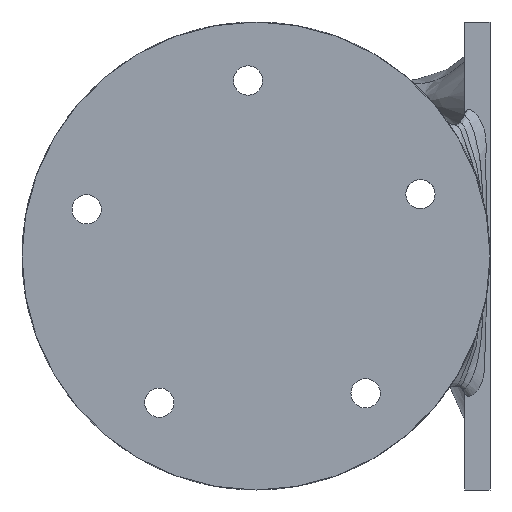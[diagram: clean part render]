
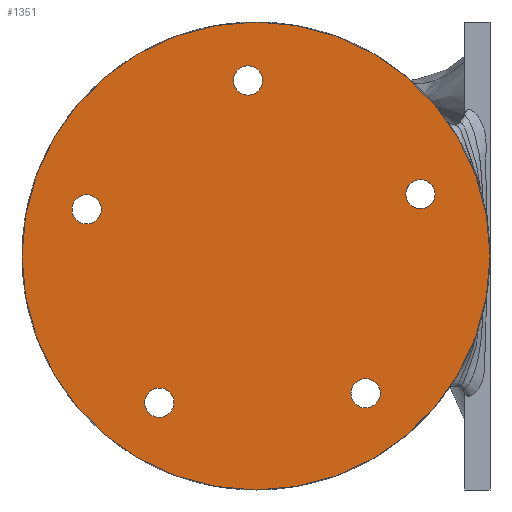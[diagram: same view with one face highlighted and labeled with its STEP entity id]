
A CAD part, front view. The second image highlights one B-rep face of the part: STEP entity #1351.
In plain terms, the highlighted planar face has unit normal (0, -1, 0).
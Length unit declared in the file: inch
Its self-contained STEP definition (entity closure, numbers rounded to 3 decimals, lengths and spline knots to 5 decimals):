
#17=CIRCLE('',#1440,0.125);
#19=CIRCLE('',#1443,0.125);
#24=CIRCLE('',#1450,2.);
#25=CIRCLE('',#1451,0.125);
#26=CIRCLE('',#1452,0.125);
#27=CIRCLE('',#1453,0.125);
#40=FACE_BOUND('',#406,.T.);
#41=FACE_BOUND('',#407,.T.);
#42=FACE_BOUND('',#408,.T.);
#43=FACE_BOUND('',#409,.T.);
#44=FACE_BOUND('',#410,.T.);
#315=FACE_OUTER_BOUND('',#405,.T.);
#405=EDGE_LOOP('',(#1019));
#406=EDGE_LOOP('',(#1020));
#407=EDGE_LOOP('',(#1021));
#408=EDGE_LOOP('',(#1022));
#409=EDGE_LOOP('',(#1023));
#410=EDGE_LOOP('',(#1024));
#579=VERTEX_POINT('',#3404);
#581=VERTEX_POINT('',#3410);
#602=VERTEX_POINT('',#3728);
#603=VERTEX_POINT('',#3730);
#604=VERTEX_POINT('',#3732);
#605=VERTEX_POINT('',#3734);
#733=EDGE_CURVE('',#579,#579,#17,.T.);
#736=EDGE_CURVE('',#581,#581,#19,.T.);
#758=EDGE_CURVE('',#602,#602,#24,.T.);
#759=EDGE_CURVE('',#603,#603,#25,.T.);
#760=EDGE_CURVE('',#604,#604,#26,.T.);
#761=EDGE_CURVE('',#605,#605,#27,.T.);
#1019=ORIENTED_EDGE('',*,*,#758,.F.);
#1020=ORIENTED_EDGE('',*,*,#736,.F.);
#1021=ORIENTED_EDGE('',*,*,#733,.F.);
#1022=ORIENTED_EDGE('',*,*,#759,.F.);
#1023=ORIENTED_EDGE('',*,*,#760,.F.);
#1024=ORIENTED_EDGE('',*,*,#761,.F.);
#1330=PLANE('',#1449);
#1351=ADVANCED_FACE('',(#315,#40,#41,#42,#43,#44),#1330,.F.);
#1440=AXIS2_PLACEMENT_3D('',#3406,#1502,#1503);
#1443=AXIS2_PLACEMENT_3D('',#3412,#1509,#1510);
#1449=AXIS2_PLACEMENT_3D('',#3727,#1521,#1522);
#1450=AXIS2_PLACEMENT_3D('',#3729,#1523,#1524);
#1451=AXIS2_PLACEMENT_3D('',#3731,#1525,#1526);
#1452=AXIS2_PLACEMENT_3D('',#3733,#1527,#1528);
#1453=AXIS2_PLACEMENT_3D('',#3735,#1529,#1530);
#1502=DIRECTION('center_axis',(0.,-1.,0.));
#1503=DIRECTION('ref_axis',(1.,0.,0.));
#1509=DIRECTION('center_axis',(0.,-1.,0.));
#1510=DIRECTION('ref_axis',(1.,0.,0.));
#1521=DIRECTION('center_axis',(0.,1.,0.));
#1522=DIRECTION('ref_axis',(1.,0.,0.));
#1523=DIRECTION('center_axis',(0.,1.,0.));
#1524=DIRECTION('ref_axis',(1.,0.,0.));
#1525=DIRECTION('center_axis',(0.,-1.,0.));
#1526=DIRECTION('ref_axis',(1.,0.,0.));
#1527=DIRECTION('center_axis',(0.,-1.,0.));
#1528=DIRECTION('ref_axis',(1.,0.,0.));
#1529=DIRECTION('center_axis',(0.,-1.,0.));
#1530=DIRECTION('ref_axis',(1.,0.,0.));
#3404=CARTESIAN_POINT('',(-0.71948,3.25,0.52835));
#3406=CARTESIAN_POINT('Origin',(-0.59448,3.25,0.52835));
#3410=CARTESIAN_POINT('',(-2.19316,3.25,1.5));
#3412=CARTESIAN_POINT('Origin',(-2.06816,3.25,1.5));
#3727=CARTESIAN_POINT('Origin',(-2.,3.25,0.));
#3728=CARTESIAN_POINT('',(-4.,3.25,0.));
#3729=CARTESIAN_POINT('Origin',(-2.,3.25,0.));
#3730=CARTESIAN_POINT('',(-1.18818,3.25,-1.17346));
#3731=CARTESIAN_POINT('Origin',(-1.06318,3.25,-1.17346));
#3732=CARTESIAN_POINT('',(-2.95153,3.25,-1.25359));
#3733=CARTESIAN_POINT('Origin',(-2.82653,3.25,-1.25359));
#3734=CARTESIAN_POINT('',(-3.57265,3.25,0.3987));
#3735=CARTESIAN_POINT('Origin',(-3.44765,3.25,0.3987));
